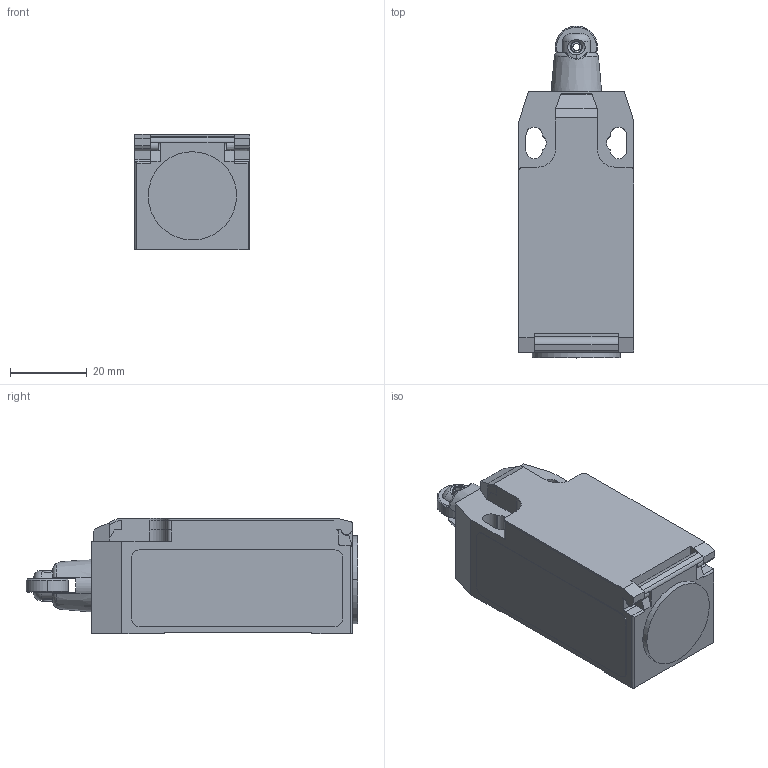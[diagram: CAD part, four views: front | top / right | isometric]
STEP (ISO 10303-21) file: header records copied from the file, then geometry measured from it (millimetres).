
FILE_DESCRIPTION((''),'2;1');
FILE_NAME('3d_KBB1L21.stp','2012-10-03T08:25:25',(''),(''),'Mechanical Desktop 2011','Mechanical Desktop 2011',', , ');
FILE_SCHEMA(('CONFIG_CONTROL_DESIGN'));
Length unit declared in the file: millimetre
Products named in the file (1): Product
Bounding box: 30.2 x 86.5 x 30 mm (x, y, z)
Volume: 57576.4 mm3; surface area: 12899.4 mm2
Topology: 4 solids, 4 shells, 225 faces, 647 edges, 441 vertices
Faces by surface type: plane 115, cylinder 73, bspline 16, cone 15, torus 6
Entity records: 8934 total; most frequent: CARTESIAN_POINT 2952, ORIENTED_EDGE 1272, DIRECTION 1182, EDGE_CURVE 636, VERTEX_POINT 416, VECTOR 406, LINE 406, AXIS2_PLACEMENT_3D 388
